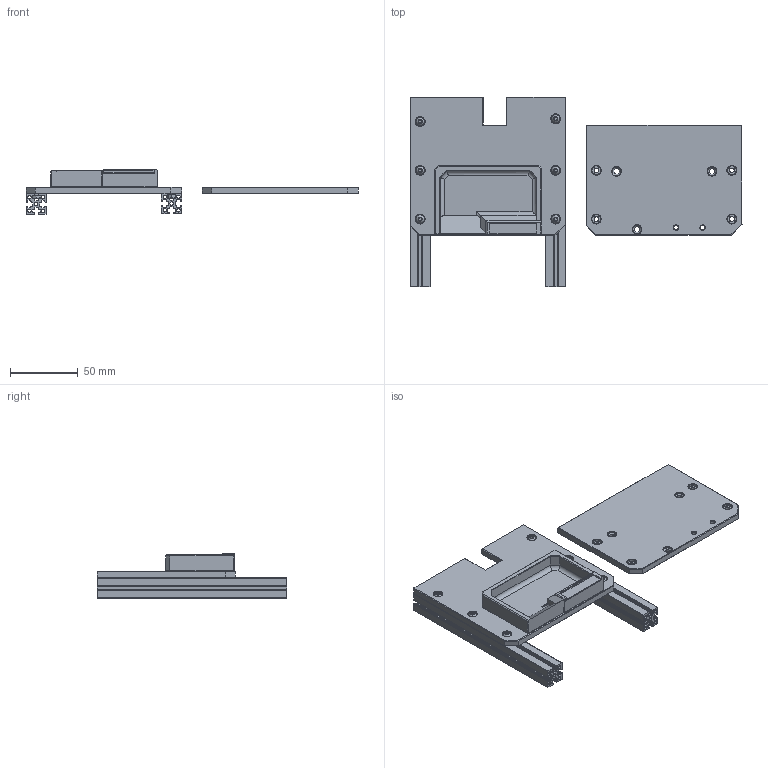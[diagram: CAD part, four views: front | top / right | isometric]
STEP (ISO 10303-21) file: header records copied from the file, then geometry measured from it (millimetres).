
FILE_DESCRIPTION(/* description */ (''),/* implementation_level */ '2;1');
FILE_NAME(/* name */ 'Micron+_BBL_Nozzle_Brush_Purge_Bucket.step',/* time_stamp */ '2024-11-20T21:36:54Z',/* author */ (''),/* organization */ (''),/* preprocessor_version */ 'ST-DEVELOPER v20',/* originating_system */ 'Autodesk Translation Framework v13.20.0.188',/* authorisation */ '');
FILE_SCHEMA (('AUTOMOTIVE_DESIGN { 1 0 10303 214 3 1 1 }'));
Products named in the file (38): Micron+_BBL_Nozzle_Brush; Brush Holder_BBL; Base; Bucket; Hardware; 6x3 Magnet (1) (1); 6x3 Magnet (1); 6x3 Magnet; (Unsaved); M3_Hexnut; (Unsaved)_1; M3_Hexnut_1; (Unsaved)_2; M3_Hexnut_2; (Unsaved)_3; M3_Hexnut_3; (Unsaved)_4; M3_Hexnut_4; (Unsaved)_5; M3_Hexnut_5; M3x10 BHCS; M3x10 BHCS_1; M3x10 BHCS_2; M3x10 BHCS_3; M3x10 BHCS_4; M3x10 BHCS_5; M3x10 BHCS_6; M3x10 BHCS_7; M3x10 BHCS_8; M3x10 BHCS_9; 6x3 Magnet (2); 6x3 Magnet (2) (1); M3x10 BHCS_10; Bed frame extrusuions; MakerBeamXL 1515 Cube; (Unsaved)_6; (Unsaved)_7; Base_No Chain
Assembly tree (39 placements, depth 4):
  Micron+_BBL_Nozzle_Brush
    Brush Holder_BBL
    Base
    Bucket
    Hardware
      6x3 Magnet (1) (1)
      6x3 Magnet (1)
      6x3 Magnet
      (Unsaved)
        M3_Hexnut
      (Unsaved)_1
        M3_Hexnut_1
      (Unsaved)_2
        M3_Hexnut_2
      (Unsaved)_3
        M3_Hexnut_3
      (Unsaved)_4
        M3_Hexnut_4
      (Unsaved)_5
        M3_Hexnut_5
      M3x10 BHCS_5  x2
      M3x10 BHCS
      M3x10 BHCS_1
      M3x10 BHCS_2
        M3x10 BHCS_3
      M3x10 BHCS_4
      M3x10 BHCS_6
      M3x10 BHCS_7
      M3x10 BHCS_8
      M3x10 BHCS_9
      6x3 Magnet (2)
      6x3 Magnet (2) (1)
      M3x10 BHCS_10
      Bed frame extrusuions
        MakerBeamXL 1515 Cube  x2
      (Unsaved)_6
      (Unsaved)_7
    Base_No Chain
Bounding box: 245 x 139.96 x 32.8 mm (x, y, z)
Volume: 152651.5 mm3; surface area: 107600.7 mm2
Topology: 31 solids, 31 shells, 1714 faces, 4078 edges, 2491 vertices
Faces by surface type: plane 795, cylinder 395, bspline 282, cone 230, sphere 12
Full cylindrical faces by diameter (mm): 2.55 x10, 2.9 x2, 3 x18, 3.1 x3, 3.2 x4, 3.5 x10, 3.6 x2, 4.1 x2, 4.25 x4, 4.7 x2, 5.7 x12, 6 x5, 6.2 x6, 6.5 x14
Entity records: 56841 total; most frequent: CARTESIAN_POINT 21184, ORIENTED_EDGE 7436, DIRECTION 6903, EDGE_CURVE 3718, AXIS2_PLACEMENT_3D 2504, VERTEX_POINT 2255, LINE 1895, VECTOR 1895
